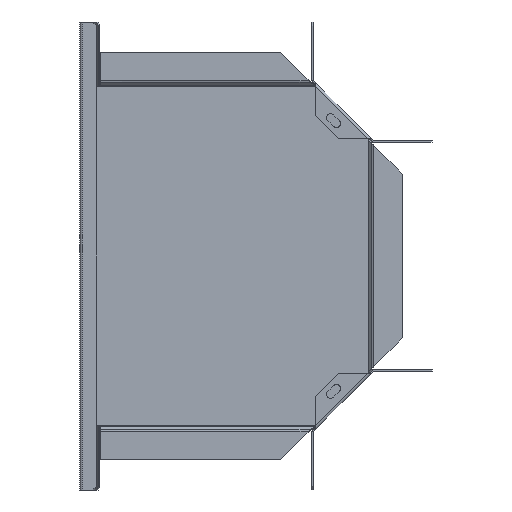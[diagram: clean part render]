
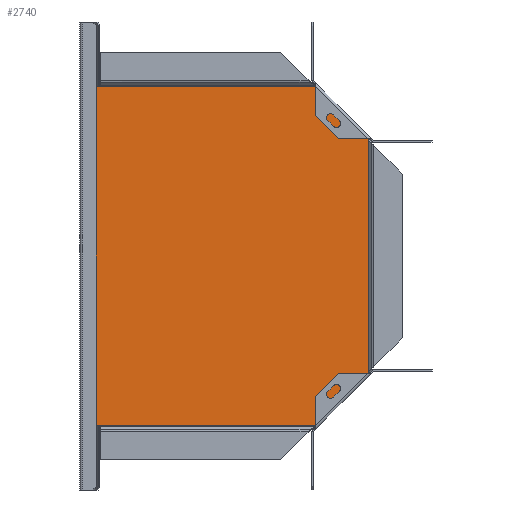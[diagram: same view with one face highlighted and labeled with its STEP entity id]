
A CAD part, front view. The second image highlights one B-rep face of the part: STEP entity #2740.
In plain terms, the highlighted planar face has unit normal (0, -1, 0).
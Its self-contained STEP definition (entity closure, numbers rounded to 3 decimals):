
#1929=DIRECTION('',(-1.,0.,0.));
#1930=VECTOR('',#1929,200.);
#1931=CARTESIAN_POINT('',(100.,-1.,244.));
#1932=LINE('',#1931,#1930);
#1942=CARTESIAN_POINT('',(100.,-1.,244.));
#1948=DIRECTION('',(-0.707,0.,0.707));
#1949=VECTOR('',#1948,63.64);
#1950=CARTESIAN_POINT('',(145.,-1.,199.));
#1951=LINE('',#1950,#1949);
#1952=DIRECTION('',(0.,0.,1.));
#1953=VECTOR('',#1952,15.);
#1954=CARTESIAN_POINT('',(145.,-1.,0.));
#1955=LINE('',#1954,#1953);
#1956=DIRECTION('',(1.,0.,0.));
#1957=VECTOR('',#1956,290.);
#1958=CARTESIAN_POINT('',(-145.,-1.,0.));
#1959=LINE('',#1958,#1957);
#1960=DIRECTION('',(0.,0.,-1.));
#1961=VECTOR('',#1960,15.);
#1962=CARTESIAN_POINT('',(-145.,-1.,15.));
#1963=LINE('',#1962,#1961);
#1964=DIRECTION('',(-0.707,0.,-0.707));
#1965=VECTOR('',#1964,63.64);
#1966=CARTESIAN_POINT('',(-100.,-1.,244.));
#1967=LINE('',#1966,#1965);
#1972=DIRECTION('',(0.,0.,1.));
#1973=VECTOR('',#1972,184.);
#1974=CARTESIAN_POINT('',(145.,-1.,15.));
#1975=LINE('',#1974,#1973);
#1992=CARTESIAN_POINT('',(145.,-1.,199.));
#2223=DIRECTION('',(0.,0.,-1.));
#2224=VECTOR('',#2223,184.);
#2225=CARTESIAN_POINT('',(-145.,-1.,199.));
#2226=LINE('',#2225,#2224);
#2347=CARTESIAN_POINT('',(145.,-1.,15.));
#2349=VERTEX_POINT('',#2347);
#2351=CARTESIAN_POINT('',(145.,-1.,0.));
#2353=VERTEX_POINT('',#2351);
#2355=CARTESIAN_POINT('',(-145.,-1.,0.));
#2357=VERTEX_POINT('',#2355);
#2359=CARTESIAN_POINT('',(-145.,-1.,15.));
#2361=VERTEX_POINT('',#2359);
#2362=CARTESIAN_POINT('',(-145.,-1.,199.));
#2364=VERTEX_POINT('',#2362);
#2367=CARTESIAN_POINT('',(-100.,-1.,244.));
#2369=VERTEX_POINT('',#2367);
#2373=VERTEX_POINT('',#1942);
#2415=VERTEX_POINT('',#1992);
#2719=CARTESIAN_POINT('',(-145.,-1.,15.));
#2720=DIRECTION('',(0.,-1.,0.));
#2721=DIRECTION('',(0.,0.,-1.));
#2722=AXIS2_PLACEMENT_3D('',#2719,#2720,#2721);
#2723=PLANE('',#2722);
#2724=ORIENTED_EDGE('',*,*,#2659,.F.);
#2725=ORIENTED_EDGE('',*,*,#2709,.F.);
#2727=ORIENTED_EDGE('',*,*,#2726,.F.);
#2729=ORIENTED_EDGE('',*,*,#2728,.F.);
#2731=ORIENTED_EDGE('',*,*,#2730,.F.);
#2733=ORIENTED_EDGE('',*,*,#2732,.F.);
#2735=ORIENTED_EDGE('',*,*,#2734,.F.);
#2737=ORIENTED_EDGE('',*,*,#2736,.F.);
#2738=EDGE_LOOP('',(#2724,#2725,#2727,#2729,#2731,#2733,#2735,#2737));
#2739=FACE_OUTER_BOUND('',#2738,.F.);
#2740=ADVANCED_FACE('',(#2739),#2723,.T.);
#2659=EDGE_CURVE('',#2373,#2369,#1932,.T.);
#2709=EDGE_CURVE('',#2415,#2373,#1951,.T.);
#2726=EDGE_CURVE('',#2349,#2415,#1975,.T.);
#2728=EDGE_CURVE('',#2353,#2349,#1955,.T.);
#2730=EDGE_CURVE('',#2357,#2353,#1959,.T.);
#2732=EDGE_CURVE('',#2361,#2357,#1963,.T.);
#2734=EDGE_CURVE('',#2364,#2361,#2226,.T.);
#2736=EDGE_CURVE('',#2369,#2364,#1967,.T.);
